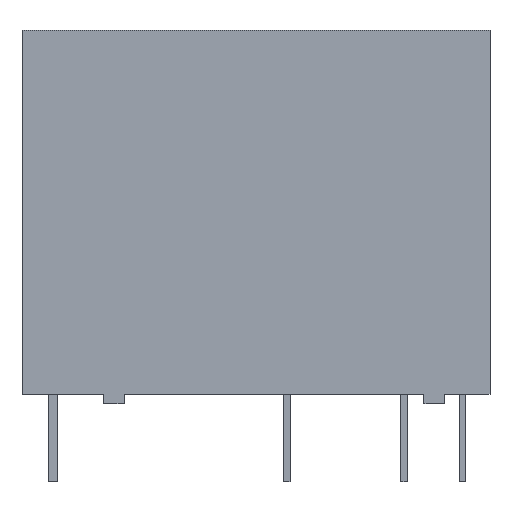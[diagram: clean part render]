
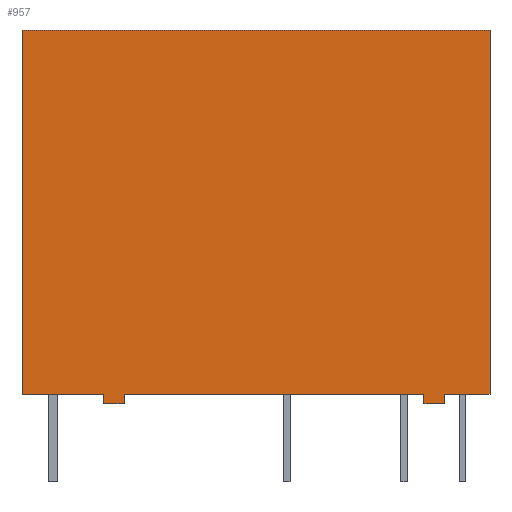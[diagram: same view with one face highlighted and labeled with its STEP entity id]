
A CAD part, front view. The second image highlights one B-rep face of the part: STEP entity #957.
In plain terms, the highlighted planar face has unit normal (0, -1, 0).
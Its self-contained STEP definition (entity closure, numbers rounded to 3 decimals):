
#37=FACE_OUTER_BOUND($,#94,.T.);
#94=EDGE_LOOP($,(#699,#700,#701,#702,#703,#704,#705,#706,#707,#708,#709,
#710));
#144=LINE($,#1333,#276);
#148=LINE($,#1341,#280);
#152=LINE($,#1349,#284);
#161=LINE($,#1366,#293);
#165=LINE($,#1375,#297);
#186=LINE($,#1414,#318);
#188=LINE($,#1419,#320);
#191=LINE($,#1424,#323);
#192=LINE($,#1426,#324);
#193=LINE($,#1427,#325);
#194=LINE($,#1429,#326);
#195=LINE($,#1430,#327);
#276=VECTOR($,#1080,1.965);
#280=VECTOR($,#1084,13.);
#284=VECTOR($,#1088,3.535);
#293=VECTOR($,#1099,15.8);
#297=VECTOR($,#1107,0.4);
#318=VECTOR($,#1140,0.4);
#320=VECTOR($,#1146,0.4);
#323=VECTOR($,#1151,0.4);
#324=VECTOR($,#1154,0.9);
#325=VECTOR($,#1155,0.9);
#326=VECTOR($,#1156,20.3);
#327=VECTOR($,#1157,15.8);
#408=VERTEX_POINT($,#1330);
#409=VERTEX_POINT($,#1332);
#412=VERTEX_POINT($,#1338);
#413=VERTEX_POINT($,#1340);
#416=VERTEX_POINT($,#1346);
#417=VERTEX_POINT($,#1348);
#424=VERTEX_POINT($,#1364);
#427=VERTEX_POINT($,#1374);
#439=VERTEX_POINT($,#1412);
#440=VERTEX_POINT($,#1418);
#441=VERTEX_POINT($,#1422);
#442=VERTEX_POINT($,#1428);
#496=EDGE_CURVE($,#409,#408,#144,.T.);
#500=EDGE_CURVE($,#413,#412,#148,.T.);
#504=EDGE_CURVE($,#417,#416,#152,.T.);
#513=EDGE_CURVE($,#424,#408,#161,.T.);
#517=EDGE_CURVE($,#427,#409,#165,.T.);
#538=EDGE_CURVE($,#439,#416,#186,.T.);
#540=EDGE_CURVE($,#440,#413,#188,.T.);
#543=EDGE_CURVE($,#441,#412,#191,.T.);
#544=EDGE_CURVE($,#439,#440,#192,.T.);
#545=EDGE_CURVE($,#441,#427,#193,.T.);
#546=EDGE_CURVE($,#442,#424,#194,.T.);
#547=EDGE_CURVE($,#442,#417,#195,.T.);
#699=ORIENTED_EDGE($,*,*,#504,.T.);
#700=ORIENTED_EDGE($,*,*,#538,.F.);
#701=ORIENTED_EDGE($,*,*,#544,.T.);
#702=ORIENTED_EDGE($,*,*,#540,.T.);
#703=ORIENTED_EDGE($,*,*,#500,.T.);
#704=ORIENTED_EDGE($,*,*,#543,.F.);
#705=ORIENTED_EDGE($,*,*,#545,.T.);
#706=ORIENTED_EDGE($,*,*,#517,.T.);
#707=ORIENTED_EDGE($,*,*,#496,.T.);
#708=ORIENTED_EDGE($,*,*,#513,.F.);
#709=ORIENTED_EDGE($,*,*,#546,.F.);
#710=ORIENTED_EDGE($,*,*,#547,.T.);
#900=PLANE($,#1027);
#957=ADVANCED_FACE($,(#37),#900,.F.);
#1027=AXIS2_PLACEMENT_3D($,#1425,#1152,#1153);
#1080=DIRECTION($,(1.,0.,0.));
#1084=DIRECTION($,(1.,0.,0.));
#1088=DIRECTION($,(1.,0.,0.));
#1099=DIRECTION($,(0.,0.,-1.));
#1107=DIRECTION($,(0.,0.,1.));
#1140=DIRECTION($,(0.,0.,1.));
#1146=DIRECTION($,(0.,0.,1.));
#1151=DIRECTION($,(0.,0.,1.));
#1152=DIRECTION('center_axis',(0.,1.,0.));
#1153=DIRECTION('ref_axis',(-1.,0.,0.));
#1154=DIRECTION($,(1.,0.,0.));
#1155=DIRECTION($,(1.,0.,0.));
#1156=DIRECTION($,(1.,0.,0.));
#1157=DIRECTION($,(0.,0.,-1.));
#1330=CARTESIAN_POINT('',(10.08,-5.4,0.4));
#1332=CARTESIAN_POINT('',(8.115,-5.4,0.4));
#1333=CARTESIAN_POINT($,(-10.22,-5.4,0.4));
#1338=CARTESIAN_POINT('',(7.215,-5.4,0.4));
#1340=CARTESIAN_POINT('',(-5.785,-5.4,0.4));
#1341=CARTESIAN_POINT($,(-10.22,-5.4,0.4));
#1346=CARTESIAN_POINT('',(-6.685,-5.4,0.4));
#1348=CARTESIAN_POINT('',(-10.22,-5.4,0.4));
#1349=CARTESIAN_POINT($,(-10.22,-5.4,0.4));
#1364=CARTESIAN_POINT('',(10.08,-5.4,16.2));
#1366=CARTESIAN_POINT($,(10.08,-5.4,16.2));
#1374=CARTESIAN_POINT('',(8.115,-5.4,0.));
#1375=CARTESIAN_POINT($,(8.115,-5.4,-1.11));
#1412=CARTESIAN_POINT('',(-6.685,-5.4,0.));
#1414=CARTESIAN_POINT($,(-6.685,-5.4,-1.11));
#1418=CARTESIAN_POINT('',(-5.785,-5.4,0.));
#1419=CARTESIAN_POINT($,(-5.785,-5.4,-1.11));
#1422=CARTESIAN_POINT('',(7.215,-5.4,0.));
#1424=CARTESIAN_POINT($,(7.215,-5.4,-1.11));
#1425=CARTESIAN_POINT('Origin',(-10.22,-5.4,16.2));
#1426=CARTESIAN_POINT($,(-6.685,-5.4,0.));
#1427=CARTESIAN_POINT($,(7.215,-5.4,0.));
#1428=CARTESIAN_POINT('',(-10.22,-5.4,16.2));
#1429=CARTESIAN_POINT($,(-10.22,-5.4,16.2));
#1430=CARTESIAN_POINT($,(-10.22,-5.4,16.2));
